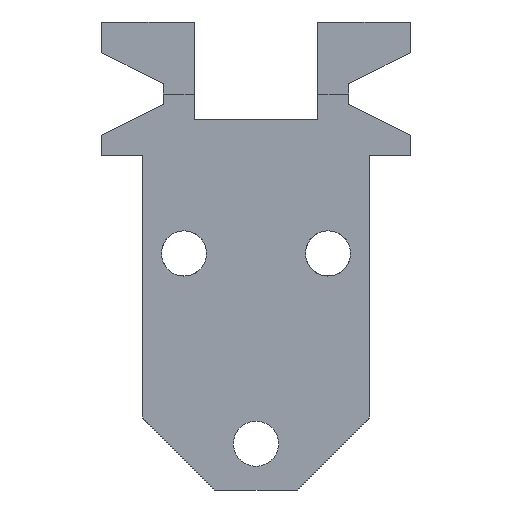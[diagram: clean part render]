
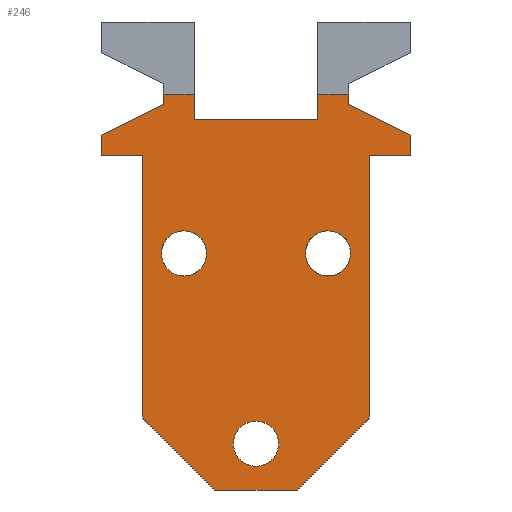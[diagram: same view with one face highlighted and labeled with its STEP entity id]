
A CAD part, front view. The second image highlights one B-rep face of the part: STEP entity #246.
In plain terms, the highlighted planar face has unit normal (0, -1, 0).
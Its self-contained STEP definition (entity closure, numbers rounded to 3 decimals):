
#246=ADVANCED_FACE('NONE',(#609,#610,#611,#612),#613,.F.);
#266=EDGE_CURVE('NONE',#636,#643,#646,.T.);
#270=EDGE_CURVE('NONE',#649,#652,#653,.T.);
#274=EDGE_CURVE('NONE',#652,#658,#659,.T.);
#282=EDGE_CURVE('NONE',#668,#636,#671,.T.);
#296=EDGE_CURVE('NONE',#691,#668,#692,.T.);
#308=EDGE_CURVE('NONE',#706,#649,#709,.T.);
#314=EDGE_CURVE('NONE',#718,#715,#719,.T.);
#318=EDGE_CURVE('NONE',#658,#723,#724,.T.);
#338=EDGE_CURVE('NONE',#738,#750,#753,.T.);
#350=EDGE_CURVE('NONE',#750,#767,#771,.T.);
#360=EDGE_CURVE('NONE',#715,#781,#784,.T.);
#368=EDGE_CURVE('NONE',#787,#718,#795,.T.);
#392=EDGE_CURVE('NONE',#706,#787,#825,.T.);
#396=EDGE_CURVE('NONE',#781,#691,#829,.T.);
#406=EDGE_CURVE('NONE',#842,#842,#843,.T.);
#428=EDGE_CURVE('NONE',#871,#871,#872,.T.);
#456=EDGE_CURVE('NONE',#904,#767,#907,.T.);
#468=EDGE_CURVE('NONE',#921,#921,#922,.T.);
#470=EDGE_CURVE('NONE',#643,#924,#925,.T.);
#472=EDGE_CURVE('NONE',#738,#924,#927,.T.);
#474=EDGE_CURVE('NONE',#723,#904,#929,.T.);
#609=FACE_BOUND('',#1054,.T.);
#610=FACE_BOUND('',#1055,.T.);
#611=FACE_BOUND('',#1056,.T.);
#612=FACE_OUTER_BOUND('',#1057,.T.);
#613=PLANE('',#1058);
#636=VERTEX_POINT('NONE',#1082);
#643=VERTEX_POINT('NONE',#1093);
#646=LINE('',#1098,#1099);
#649=VERTEX_POINT('NONE',#1103);
#652=VERTEX_POINT('NONE',#1108);
#653=LINE('',#1109,#1110);
#658=VERTEX_POINT('NONE',#1118);
#659=LINE('',#1119,#1120);
#668=VERTEX_POINT('NONE',#1134);
#671=LINE('',#1139,#1140);
#691=VERTEX_POINT('NONE',#1171);
#692=LINE('',#1172,#1173);
#706=VERTEX_POINT('NONE',#1196);
#709=LINE('',#1201,#1202);
#715=VERTEX_POINT('NONE',#1211);
#718=VERTEX_POINT('NONE',#1216);
#719=LINE('',#1217,#1218);
#723=VERTEX_POINT('NONE',#1225);
#724=LINE('',#1226,#1227);
#738=VERTEX_POINT('NONE',#1250);
#750=VERTEX_POINT('NONE',#1270);
#753=LINE('',#1275,#1276);
#767=VERTEX_POINT('NONE',#1299);
#771=LINE('',#1305,#1306);
#781=VERTEX_POINT('NONE',#1323);
#784=LINE('',#1328,#1329);
#787=VERTEX_POINT('NONE',#1333);
#795=LINE('',#1347,#1348);
#825=LINE('',#1401,#1402);
#829=LINE('',#1409,#1410);
#842=VERTEX_POINT('',#1431);
#843=CIRCLE('',#1432,2.2);
#871=VERTEX_POINT('',#1498);
#872=CIRCLE('',#1499,2.2);
#904=VERTEX_POINT('NONE',#1571);
#907=LINE('',#1576,#1577);
#921=VERTEX_POINT('',#1602);
#922=CIRCLE('',#1603,2.2);
#924=VERTEX_POINT('NONE',#1606);
#925=LINE('',#1607,#1608);
#927=LINE('',#1611,#1612);
#929=LINE('',#1615,#1616);
#1054=EDGE_LOOP('',(#1951));
#1055=EDGE_LOOP('',(#1952));
#1056=EDGE_LOOP('',(#1953));
#1057=EDGE_LOOP('',(#1954,#1955,#1956,#1957,#1958,#1959,#1960,#1961,#1962,#1963,#1964,#1965,#1966,#1967,#1968,#1969,#1970,#1971));
#1058=AXIS2_PLACEMENT_3D('',#1972,#1973,#1974);
#1082=CARTESIAN_POINT('',(23.826,322.336,228.357));
#1093=CARTESIAN_POINT('',(17.826,322.336,231.357));
#1098=CARTESIAN_POINT('',(23.826,322.336,228.357));
#1099=VECTOR('',#2024,1.0);
#1103=CARTESIAN_POINT('',(-6.174,322.336,226.357));
#1108=CARTESIAN_POINT('',(-6.174,322.336,228.357));
#1109=CARTESIAN_POINT('',(-6.174,322.336,226.357));
#1110=VECTOR('',#2026,1.0);
#1118=CARTESIAN_POINT('',(-0.174,322.336,231.357));
#1119=CARTESIAN_POINT('',(-6.174,322.336,228.357));
#1120=VECTOR('',#2028,1.0);
#1134=CARTESIAN_POINT('',(23.826,322.336,226.357));
#1139=CARTESIAN_POINT('',(23.826,322.336,226.357));
#1140=VECTOR('',#2032,1.0);
#1171=CARTESIAN_POINT('',(19.826,322.336,226.357));
#1172=CARTESIAN_POINT('',(23.826,322.336,226.357));
#1173=VECTOR('',#2043,1.0);
#1196=CARTESIAN_POINT('',(-2.174,322.336,226.357));
#1201=CARTESIAN_POINT('',(-6.174,322.336,226.357));
#1202=VECTOR('',#2049,1.0);
#1211=CARTESIAN_POINT('',(12.826,322.336,193.857));
#1216=CARTESIAN_POINT('',(4.826,322.336,193.857));
#1217=CARTESIAN_POINT('',(-2.174,322.336,193.857));
#1218=VECTOR('',#2052,1.0);
#1225=CARTESIAN_POINT('',(-0.174,322.336,232.357));
#1226=CARTESIAN_POINT('',(-0.174,322.336,231.357));
#1227=VECTOR('',#2054,1.0);
#1250=CARTESIAN_POINT('',(14.826,322.336,232.357));
#1270=CARTESIAN_POINT('',(14.826,322.336,229.857));
#1275=CARTESIAN_POINT('',(14.826,322.336,239.357));
#1276=VECTOR('',#2064,1.0);
#1299=CARTESIAN_POINT('',(2.826,322.336,229.857));
#1305=CARTESIAN_POINT('',(-2.174,322.336,229.857));
#1306=VECTOR('',#2070,1.0);
#1323=CARTESIAN_POINT('',(19.826,322.336,200.857));
#1328=CARTESIAN_POINT('',(19.826,322.336,200.857));
#1329=VECTOR('',#2075,1.0);
#1333=CARTESIAN_POINT('',(-2.174,322.336,200.857));
#1347=CARTESIAN_POINT('',(4.826,322.336,193.857));
#1348=VECTOR('',#2079,1.0);
#1401=CARTESIAN_POINT('',(-2.174,322.336,193.857));
#1402=VECTOR('',#2091,1.0);
#1409=CARTESIAN_POINT('',(19.826,322.336,193.857));
#1410=VECTOR('',#2093,1.0);
#1431=CARTESIAN_POINT('',(4.026,322.336,216.857));
#1432=AXIS2_PLACEMENT_3D('',#2100,#2101,#2102);
#1498=CARTESIAN_POINT('',(18.026,322.336,216.857));
#1499=AXIS2_PLACEMENT_3D('',#2113,#2114,#2115);
#1571=CARTESIAN_POINT('',(2.826,322.336,232.357));
#1576=CARTESIAN_POINT('',(2.826,322.336,239.357));
#1577=VECTOR('',#2133,1.0);
#1602=CARTESIAN_POINT('',(11.026,322.336,198.357));
#1603=AXIS2_PLACEMENT_3D('',#2139,#2140,#2141);
#1606=CARTESIAN_POINT('',(17.826,322.336,232.357));
#1607=CARTESIAN_POINT('',(17.826,322.336,231.357));
#1608=VECTOR('',#2142,1.0);
#1611=CARTESIAN_POINT('',(-6.174,322.336,232.357));
#1612=VECTOR('',#2143,1.0);
#1615=CARTESIAN_POINT('',(-6.174,322.336,232.357));
#1616=VECTOR('',#2144,1.0);
#1951=ORIENTED_EDGE('',*,*,#406,.F.);
#1952=ORIENTED_EDGE('',*,*,#428,.F.);
#1953=ORIENTED_EDGE('',*,*,#468,.F.);
#1954=ORIENTED_EDGE('',*,*,#470,.T.);
#1955=ORIENTED_EDGE('',*,*,#472,.F.);
#1956=ORIENTED_EDGE('',*,*,#338,.T.);
#1957=ORIENTED_EDGE('',*,*,#350,.T.);
#1958=ORIENTED_EDGE('',*,*,#456,.F.);
#1959=ORIENTED_EDGE('',*,*,#474,.F.);
#1960=ORIENTED_EDGE('',*,*,#318,.F.);
#1961=ORIENTED_EDGE('',*,*,#274,.F.);
#1962=ORIENTED_EDGE('',*,*,#270,.F.);
#1963=ORIENTED_EDGE('',*,*,#308,.F.);
#1964=ORIENTED_EDGE('',*,*,#392,.T.);
#1965=ORIENTED_EDGE('',*,*,#368,.T.);
#1966=ORIENTED_EDGE('',*,*,#314,.T.);
#1967=ORIENTED_EDGE('',*,*,#360,.T.);
#1968=ORIENTED_EDGE('',*,*,#396,.T.);
#1969=ORIENTED_EDGE('',*,*,#296,.T.);
#1970=ORIENTED_EDGE('',*,*,#282,.T.);
#1971=ORIENTED_EDGE('',*,*,#266,.T.);
#1972=CARTESIAN_POINT('',(8.826,322.336,211.857));
#1973=DIRECTION('',(0.0,1.0,0.0));
#1974=DIRECTION('',(0.0,0.0,-1.0));
#2024=DIRECTION('',(-0.894,0.0,0.447));
#2026=DIRECTION('',(0.0,0.0,1.0));
#2028=DIRECTION('',(0.894,0.0,0.447));
#2032=DIRECTION('',(0.0,0.0,1.0));
#2043=DIRECTION('',(1.0,0.0,0.));
#2049=DIRECTION('',(-1.0,0.0,0.));
#2052=DIRECTION('',(1.0,0.0,0.0));
#2054=DIRECTION('',(0.,0.0,1.0));
#2064=DIRECTION('',(0.,0.0,-1.0));
#2070=DIRECTION('',(-1.0,0.0,0.0));
#2075=DIRECTION('',(0.707,0.0,0.707));
#2079=DIRECTION('',(0.707,0.0,-0.707));
#2091=DIRECTION('',(0.0,0.0,-1.0));
#2093=DIRECTION('',(0.0,0.0,1.0));
#2100=CARTESIAN_POINT('',(1.826,322.336,216.857));
#2101=DIRECTION('',(0.0,-1.0,0.0));
#2102=DIRECTION('',(1.0,0.0,0.0));
#2113=CARTESIAN_POINT('',(15.826,322.336,216.857));
#2114=DIRECTION('',(0.0,-1.0,0.0));
#2115=DIRECTION('',(1.0,0.0,0.0));
#2133=DIRECTION('',(0.,0.0,-1.0));
#2139=CARTESIAN_POINT('',(8.826,322.336,198.357));
#2140=DIRECTION('',(0.0,-1.0,0.0));
#2141=DIRECTION('',(1.0,0.0,0.0));
#2142=DIRECTION('',(0.,0.0,1.0));
#2143=DIRECTION('',(1.0,0.0,0.0));
#2144=DIRECTION('',(1.0,0.0,0.0));
